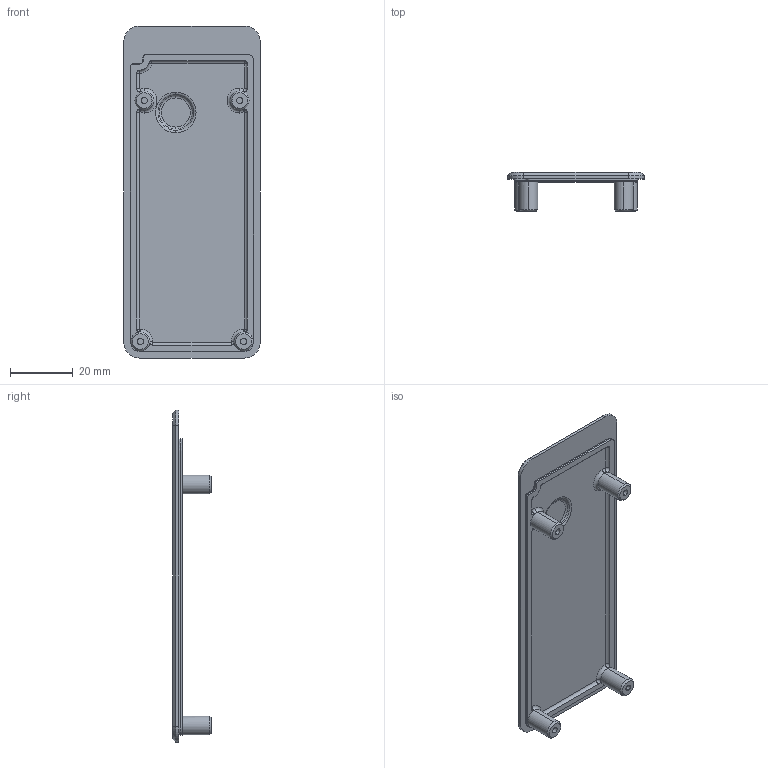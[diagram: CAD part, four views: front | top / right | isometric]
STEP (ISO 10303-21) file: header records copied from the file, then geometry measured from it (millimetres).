
FILE_DESCRIPTION (( 'STEP AP214' ), '1' );
FILE_NAME ('AxxSolder_Encolsure_Portable_Bottom.STEP', '2024-02-29T21:23:06', ( '' ), ( '' ), 'SwSTEP 2.0', 'SolidWorks 2020', '' );
FILE_SCHEMA (( 'AUTOMOTIVE_DESIGN' ));
Length unit declared in the file: millimetre
Products named in the file (1): AxxSolder_Encolsure_Portable_Bottom
Bounding box: 43.5 x 12.35 x 106 mm (x, y, z)
Volume: 10510.8 mm3; surface area: 10943.8 mm2
Topology: 1 solids, 1 shells, 113 faces, 265 edges, 151 vertices
Faces by surface type: plane 33, cylinder 32, cone 20, torus 15, sphere 13
Entity records: 3174 total; most frequent: DIRECTION 626, CARTESIAN_POINT 516, ORIENTED_EDGE 506, AXIS2_PLACEMENT_3D 259, EDGE_CURVE 253, VERTEX_POINT 149, CIRCLE 145, EDGE_LOOP 120
